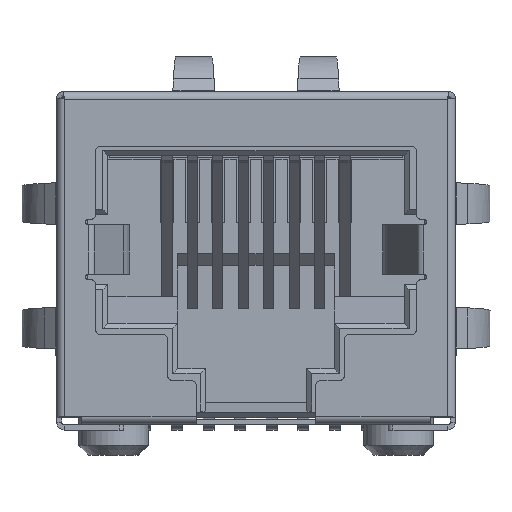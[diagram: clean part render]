
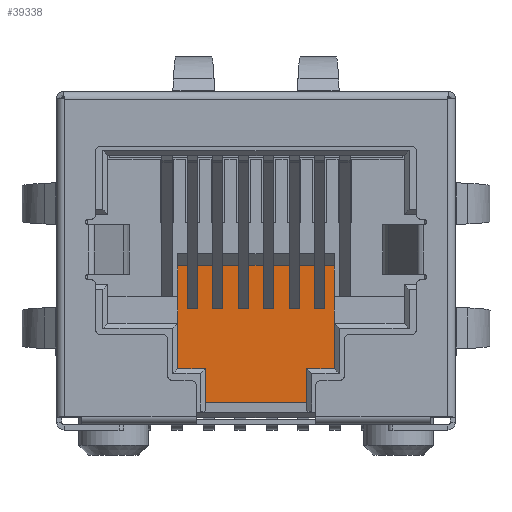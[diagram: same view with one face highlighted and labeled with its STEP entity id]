
A CAD part, front view. The second image highlights one B-rep face of the part: STEP entity #39338.
In plain terms, the highlighted face is planar.
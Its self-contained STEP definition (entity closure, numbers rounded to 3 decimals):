
#2762=LINE('',#54640,#5697);
#2766=LINE('',#54649,#5701);
#2770=LINE('',#54658,#5705);
#2778=LINE('',#54673,#5713);
#3003=LINE('',#55119,#5938);
#3198=LINE('',#55495,#6133);
#3210=LINE('',#55517,#6145);
#3212=LINE('',#55520,#6147);
#5697=VECTOR('',#45298,1000.);
#5701=VECTOR('',#45304,1000.);
#5705=VECTOR('',#45310,1000.);
#5713=VECTOR('',#45320,1000.);
#5938=VECTOR('',#45663,1000.);
#6133=VECTOR('',#45994,1000.);
#6145=VECTOR('',#46022,1000.);
#6147=VECTOR('',#46026,1000.);
#14993=ORIENTED_EDGE('',*,*,#17638,.F.);
#14994=ORIENTED_EDGE('',*,*,#18084,.T.);
#14995=ORIENTED_EDGE('',*,*,#18072,.T.);
#14996=ORIENTED_EDGE('',*,*,#18086,.T.);
#14997=ORIENTED_EDGE('',*,*,#17634,.F.);
#14998=ORIENTED_EDGE('',*,*,#17642,.F.);
#14999=ORIENTED_EDGE('',*,*,#17875,.T.);
#15000=ORIENTED_EDGE('',*,*,#17650,.F.);
#17634=EDGE_CURVE('',#20995,#20997,#2762,.T.);
#17638=EDGE_CURVE('',#20999,#21001,#2766,.T.);
#17642=EDGE_CURVE('',#21003,#20995,#2770,.T.);
#17650=EDGE_CURVE('',#21001,#21011,#2778,.T.);
#17875=EDGE_CURVE('',#21003,#21011,#3003,.T.);
#18072=EDGE_CURVE('',#21286,#21287,#3198,.T.);
#18084=EDGE_CURVE('',#20999,#21286,#3210,.T.);
#18086=EDGE_CURVE('',#21287,#20997,#3212,.T.);
#20995=VERTEX_POINT('',#54638);
#20997=VERTEX_POINT('',#54641);
#20999=VERTEX_POINT('',#54647);
#21001=VERTEX_POINT('',#54650);
#21003=VERTEX_POINT('',#54656);
#21011=VERTEX_POINT('',#54674);
#21286=VERTEX_POINT('',#55496);
#21287=VERTEX_POINT('',#55497);
#24169=EDGE_LOOP('',(#14993,#14994,#14995,#14996,#14997,#14998,#14999,#15000));
#25832=FACE_BOUND('',#24169,.T.);
#26949=PLANE('',#41407);
#39338=ADVANCED_FACE('',(#25832),#26949,.F.);
#41407=AXIS2_PLACEMENT_3D('',#59856,#48437,#48438);
#45298=DIRECTION('',(-1.,0.,0.));
#45304=DIRECTION('',(-1.,0.,0.));
#45310=DIRECTION('',(0.,0.,1.));
#45320=DIRECTION('',(0.,0.,-1.));
#45663=DIRECTION('',(-1.,0.,0.));
#45994=DIRECTION('',(1.,0.,0.));
#46022=DIRECTION('',(0.,0.,1.));
#46026=DIRECTION('',(0.,0.,-1.));
#48437=DIRECTION('',(0.,-1.,0.));
#48438=DIRECTION('',(0.,0.,-1.));
#54638=CARTESIAN_POINT('',(3.15,-0.9,5.759));
#54640=CARTESIAN_POINT('',(0.,-0.9,5.759));
#54641=CARTESIAN_POINT('',(2.03,-0.9,5.759));
#54647=CARTESIAN_POINT('',(-2.03,-0.9,5.759));
#54649=CARTESIAN_POINT('',(0.,-0.9,5.759));
#54650=CARTESIAN_POINT('',(-3.15,-0.9,5.759));
#54656=CARTESIAN_POINT('',(3.15,-0.9,0.276));
#54658=CARTESIAN_POINT('',(3.15,-0.9,0.));
#54673=CARTESIAN_POINT('',(-3.15,-0.9,0.));
#54674=CARTESIAN_POINT('',(-3.15,-0.9,0.276));
#55119=CARTESIAN_POINT('',(0.,-0.9,0.276));
#55495=CARTESIAN_POINT('',(-2.03,-0.9,5.77));
#55496=CARTESIAN_POINT('',(-2.03,-0.9,5.77));
#55497=CARTESIAN_POINT('',(2.03,-0.9,5.77));
#55517=CARTESIAN_POINT('',(-2.03,-0.9,4.42));
#55520=CARTESIAN_POINT('',(2.03,-0.9,5.77));
#59856=CARTESIAN_POINT('',(0.,-0.9,0.));
